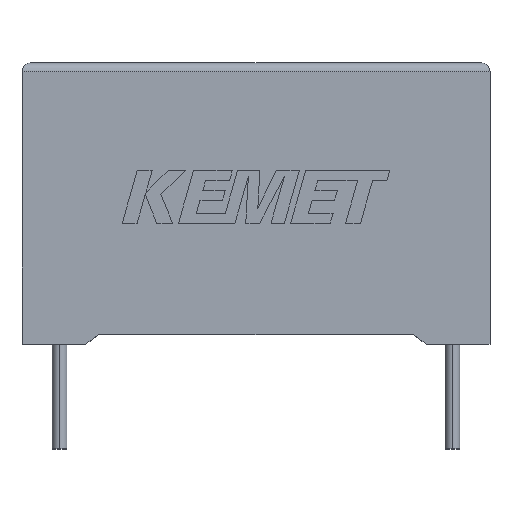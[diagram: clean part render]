
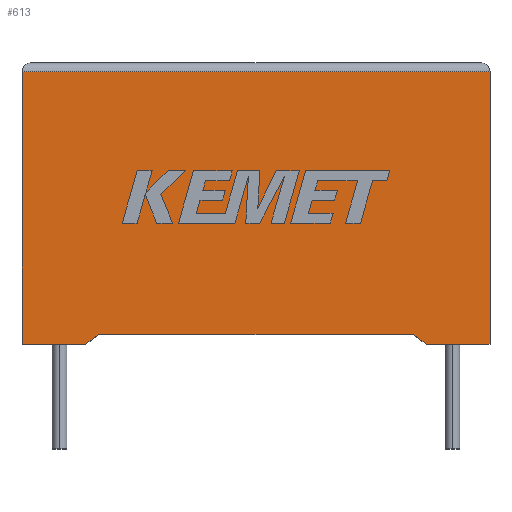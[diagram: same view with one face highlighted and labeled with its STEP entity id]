
A CAD part, top view. The second image highlights one B-rep face of the part: STEP entity #613.
In plain terms, the highlighted planar face has unit normal (0, 0, 1).
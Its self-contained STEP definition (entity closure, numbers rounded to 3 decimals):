
#7 = CARTESIAN_POINT ( 'NONE',  ( 22.406, 0.555, 7.2 ) ) ;
#195 = VECTOR ( 'NONE', #2835, 1000. ) ;
#202 = DIRECTION ( 'NONE',  ( 0., 0., -1. ) ) ;
#213 = VERTEX_POINT ( 'NONE', #765 ) ;
#216 = CARTESIAN_POINT ( 'NONE',  ( 26.8, 15.6, 7.2 ) ) ;
#222 = DIRECTION ( 'NONE',  ( -1., 0., 0. ) ) ;
#276 = LINE ( 'NONE', #1908, #1221 ) ;
#361 = ORIENTED_EDGE ( 'NONE', *, *, #2621, .T. ) ;
#397 = ORIENTED_EDGE ( 'NONE', *, *, #1482, .T. ) ;
#511 = VERTEX_POINT ( 'NONE', #2762 ) ;
#533 = VECTOR ( 'NONE', #829, 1000. ) ;
#613 = ADVANCED_FACE ( 'NONE', ( #2287 ), #2815, .F. ) ;
#629 = ORIENTED_EDGE ( 'NONE', *, *, #794, .T. ) ;
#639 = LINE ( 'NONE', #1584, #889 ) ;
#704 = VERTEX_POINT ( 'NONE', #2182 ) ;
#760 = VERTEX_POINT ( 'NONE', #1925 ) ;
#765 = CARTESIAN_POINT ( 'NONE',  ( 3.65, 0., 7.2 ) ) ;
#794 = EDGE_CURVE ( 'NONE', #2406, #213, #1300, .T. ) ;
#829 = DIRECTION ( 'NONE',  ( 1., 0., 0. ) ) ;
#840 = CARTESIAN_POINT ( 'NONE',  ( 13.4, 0.555, 7.2 ) ) ;
#886 = EDGE_CURVE ( 'NONE', #2178, #1676, #1788, .T. ) ;
#889 = VECTOR ( 'NONE', #2544, 1000. ) ;
#948 = CARTESIAN_POINT ( 'NONE',  ( 26.8, 0., 7.2 ) ) ;
#976 = ORIENTED_EDGE ( 'NONE', *, *, #1596, .T. ) ;
#1045 = VECTOR ( 'NONE', #1063, 1000. ) ;
#1063 = DIRECTION ( 'NONE',  ( 1., 0., 0. ) ) ;
#1126 = EDGE_CURVE ( 'NONE', #2922, #511, #276, .T. ) ;
#1221 = VECTOR ( 'NONE', #2396, 1000. ) ;
#1300 = LINE ( 'NONE', #2928, #1045 ) ;
#1461 = VECTOR ( 'NONE', #3035, 1000. ) ;
#1462 = DIRECTION ( 'NONE',  ( -0.802, -0.598, 0. ) ) ;
#1482 = EDGE_CURVE ( 'NONE', #760, #704, #2394, .T. ) ;
#1490 = EDGE_LOOP ( 'NONE', ( #361, #1670, #2456, #629, #2825, #1530, #976, #397 ) ) ;
#1530 = ORIENTED_EDGE ( 'NONE', *, *, #886, .F. ) ;
#1542 = CARTESIAN_POINT ( 'NONE',  ( 0., 0., 7.2 ) ) ;
#1555 = AXIS2_PLACEMENT_3D ( 'NONE', #2090, #202, #222 ) ;
#1556 = CARTESIAN_POINT ( 'NONE',  ( 0., 0., 7.2 ) ) ;
#1584 = CARTESIAN_POINT ( 'NONE',  ( 23.15, 0., 7.2 ) ) ;
#1596 = EDGE_CURVE ( 'NONE', #2178, #760, #639, .T. ) ;
#1670 = ORIENTED_EDGE ( 'NONE', *, *, #1126, .T. ) ;
#1676 = VERTEX_POINT ( 'NONE', #2591 ) ;
#1788 = LINE ( 'NONE', #840, #1830 ) ;
#1830 = VECTOR ( 'NONE', #1981, 1000. ) ;
#1840 = CARTESIAN_POINT ( 'NONE',  ( 0., 0., 7.2 ) ) ;
#1908 = CARTESIAN_POINT ( 'NONE',  ( 0., 15.6, 7.2 ) ) ;
#1925 = CARTESIAN_POINT ( 'NONE',  ( 23.15, 0., 7.2 ) ) ;
#1981 = DIRECTION ( 'NONE',  ( -1., 0., 0. ) ) ;
#2083 = LINE ( 'NONE', #948, #195 ) ;
#2090 = CARTESIAN_POINT ( 'NONE',  ( 0., 0., 7.2 ) ) ;
#2178 = VERTEX_POINT ( 'NONE', #7 ) ;
#2182 = CARTESIAN_POINT ( 'NONE',  ( 26.8, 0., 7.2 ) ) ;
#2241 = LINE ( 'NONE', #2863, #2656 ) ;
#2287 = FACE_OUTER_BOUND ( 'NONE', #1490, .T. ) ;
#2335 = LINE ( 'NONE', #1840, #1461 ) ;
#2394 = LINE ( 'NONE', #1542, #533 ) ;
#2396 = DIRECTION ( 'NONE',  ( -1., 0., 0. ) ) ;
#2406 = VERTEX_POINT ( 'NONE', #1556 ) ;
#2456 = ORIENTED_EDGE ( 'NONE', *, *, #3013, .T. ) ;
#2544 = DIRECTION ( 'NONE',  ( 0.802, -0.598, 0. ) ) ;
#2591 = CARTESIAN_POINT ( 'NONE',  ( 4.394, 0.555, 7.2 ) ) ;
#2621 = EDGE_CURVE ( 'NONE', #704, #2922, #2083, .T. ) ;
#2656 = VECTOR ( 'NONE', #1462, 1000. ) ;
#2735 = EDGE_CURVE ( 'NONE', #1676, #213, #2241, .T. ) ;
#2762 = CARTESIAN_POINT ( 'NONE',  ( 0., 15.6, 7.2 ) ) ;
#2815 = PLANE ( 'NONE',  #1555 ) ;
#2825 = ORIENTED_EDGE ( 'NONE', *, *, #2735, .F. ) ;
#2835 = DIRECTION ( 'NONE',  ( 0., 1., 0. ) ) ;
#2863 = CARTESIAN_POINT ( 'NONE',  ( 3.65, 0., 7.2 ) ) ;
#2922 = VERTEX_POINT ( 'NONE', #216 ) ;
#2928 = CARTESIAN_POINT ( 'NONE',  ( 0., 0., 7.2 ) ) ;
#3013 = EDGE_CURVE ( 'NONE', #511, #2406, #2335, .T. ) ;
#3035 = DIRECTION ( 'NONE',  ( 0., -1., 0. ) ) ;
